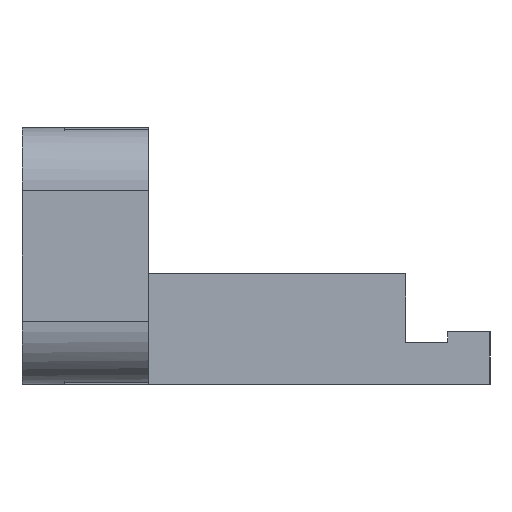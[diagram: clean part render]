
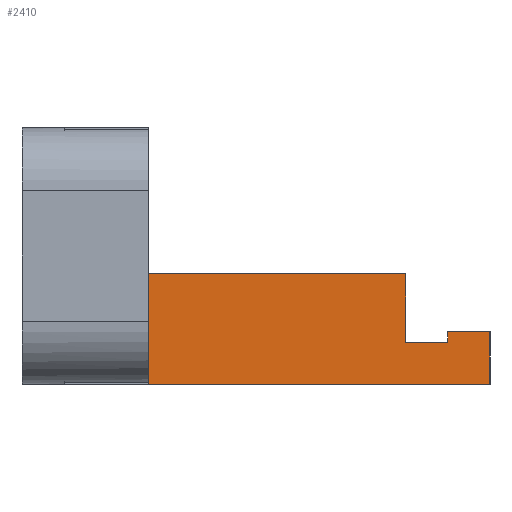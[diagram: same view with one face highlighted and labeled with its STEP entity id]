
A CAD part, left-side view. The second image highlights one B-rep face of the part: STEP entity #2410.
In plain terms, the highlighted planar face has unit normal (-1, 0, 0).
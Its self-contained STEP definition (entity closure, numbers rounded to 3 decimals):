
#227=FACE_OUTER_BOUND('',#355,.T.);
#355=EDGE_LOOP('',(#2022,#2023,#2024,#2025,#2026,#2027,#2028,#2029,#2030,
#2031,#2032,#2033));
#430=LINE('',#3296,#742);
#434=LINE('',#3304,#746);
#437=LINE('',#3310,#749);
#440=LINE('',#3316,#752);
#453=LINE('',#3342,#765);
#482=LINE('',#3404,#794);
#529=LINE('',#3496,#841);
#535=LINE('',#3508,#847);
#558=LINE('',#3549,#870);
#562=LINE('',#3557,#874);
#575=LINE('',#3580,#887);
#633=LINE('',#3701,#945);
#742=VECTOR('',#2690,10.);
#746=VECTOR('',#2696,10.);
#749=VECTOR('',#2701,10.);
#752=VECTOR('',#2706,10.);
#765=VECTOR('',#2723,1000.);
#794=VECTOR('',#2764,1000.);
#841=VECTOR('',#2831,1000.);
#847=VECTOR('',#2839,1000.);
#870=VECTOR('',#2876,1000.);
#874=VECTOR('',#2882,1000.);
#887=VECTOR('',#2901,1000.);
#945=VECTOR('',#3037,1000.);
#1042=VERTEX_POINT('',#3294);
#1043=VERTEX_POINT('',#3295);
#1046=VERTEX_POINT('',#3303);
#1048=VERTEX_POINT('',#3309);
#1050=VERTEX_POINT('',#3315);
#1060=VERTEX_POINT('',#3339);
#1087=VERTEX_POINT('',#3401);
#1088=VERTEX_POINT('',#3403);
#1123=VERTEX_POINT('',#3495);
#1128=VERTEX_POINT('',#3507);
#1139=VERTEX_POINT('',#3547);
#1142=VERTEX_POINT('',#3556);
#1266=EDGE_CURVE('',#1042,#1043,#430,.T.);
#1270=EDGE_CURVE('',#1043,#1046,#434,.T.);
#1273=EDGE_CURVE('',#1046,#1048,#437,.T.);
#1276=EDGE_CURVE('',#1050,#1042,#440,.T.);
#1289=EDGE_CURVE('',#1060,#1048,#453,.T.);
#1318=EDGE_CURVE('',#1088,#1087,#482,.T.);
#1365=EDGE_CURVE('',#1088,#1123,#529,.T.);
#1371=EDGE_CURVE('',#1128,#1123,#535,.T.);
#1394=EDGE_CURVE('',#1139,#1060,#558,.T.);
#1398=EDGE_CURVE('',#1128,#1142,#562,.T.);
#1411=EDGE_CURVE('',#1142,#1139,#575,.T.);
#1469=EDGE_CURVE('',#1087,#1050,#633,.T.);
#2022=ORIENTED_EDGE('',*,*,#1365,.F.);
#2023=ORIENTED_EDGE('',*,*,#1318,.T.);
#2024=ORIENTED_EDGE('',*,*,#1469,.T.);
#2025=ORIENTED_EDGE('',*,*,#1276,.T.);
#2026=ORIENTED_EDGE('',*,*,#1266,.T.);
#2027=ORIENTED_EDGE('',*,*,#1270,.T.);
#2028=ORIENTED_EDGE('',*,*,#1273,.T.);
#2029=ORIENTED_EDGE('',*,*,#1289,.F.);
#2030=ORIENTED_EDGE('',*,*,#1394,.F.);
#2031=ORIENTED_EDGE('',*,*,#1411,.F.);
#2032=ORIENTED_EDGE('',*,*,#1398,.F.);
#2033=ORIENTED_EDGE('',*,*,#1371,.T.);
#2290=PLANE('',#2565);
#2410=ADVANCED_FACE('',(#227),#2290,.T.);
#2565=AXIS2_PLACEMENT_3D('',#3702,#3038,#3039);
#2690=DIRECTION('',(0.,1.,0.));
#2696=DIRECTION('',(0.,0.,-1.));
#2701=DIRECTION('',(0.,-1.,0.));
#2706=DIRECTION('',(0.,0.,1.));
#2723=DIRECTION('',(0.,0.,-1.));
#2764=DIRECTION('',(0.,0.,1.));
#2831=DIRECTION('',(0.,-1.,0.));
#2839=DIRECTION('',(0.,0.,1.));
#2876=DIRECTION('',(0.,-1.,0.));
#2882=DIRECTION('',(0.,-1.,0.));
#2901=DIRECTION('',(0.,0.,1.));
#3037=DIRECTION('',(0.,0.707,0.707));
#3038=DIRECTION('center_axis',(-1.,0.,0.));
#3039=DIRECTION('ref_axis',(0.,0.,1.));
#3294=CARTESIAN_POINT('',(-32.125,18.25,12.2));
#3295=CARTESIAN_POINT('',(-32.125,22.25,12.2));
#3296=CARTESIAN_POINT('',(-32.125,11.125,12.2));
#3303=CARTESIAN_POINT('',(-32.125,22.25,0.));
#3304=CARTESIAN_POINT('',(-32.125,22.25,9.15));
#3309=CARTESIAN_POINT('',(-32.125,0.,0.));
#3310=CARTESIAN_POINT('',(-32.125,11.125,0.));
#3315=CARTESIAN_POINT('',(-32.125,18.25,10.2));
#3316=CARTESIAN_POINT('',(-32.125,18.25,4.05));
#3339=CARTESIAN_POINT('',(-32.125,0.,2.5));
#3342=CARTESIAN_POINT('',(-32.125,0.,12.2));
#3401=CARTESIAN_POINT('',(-32.125,17.,8.95));
#3403=CARTESIAN_POINT('',(-32.125,17.,5.25));
#3404=CARTESIAN_POINT('',(-32.125,17.,8.725));
#3495=CARTESIAN_POINT('',(-32.125,4.,5.25));
#3496=CARTESIAN_POINT('',(-32.125,17.,5.25));
#3507=CARTESIAN_POINT('',(-32.125,4.,2.));
#3508=CARTESIAN_POINT('',(-32.125,4.,2.));
#3547=CARTESIAN_POINT('',(-32.125,2.,2.5));
#3549=CARTESIAN_POINT('',(-32.125,7.125,2.5));
#3556=CARTESIAN_POINT('',(-32.125,2.,2.));
#3557=CARTESIAN_POINT('',(-32.125,7.125,2.));
#3580=CARTESIAN_POINT('',(-32.125,2.,2.));
#3701=CARTESIAN_POINT('',(-32.125,17.,8.95));
#3702=CARTESIAN_POINT('Origin',(-32.125,11.125,6.1));
